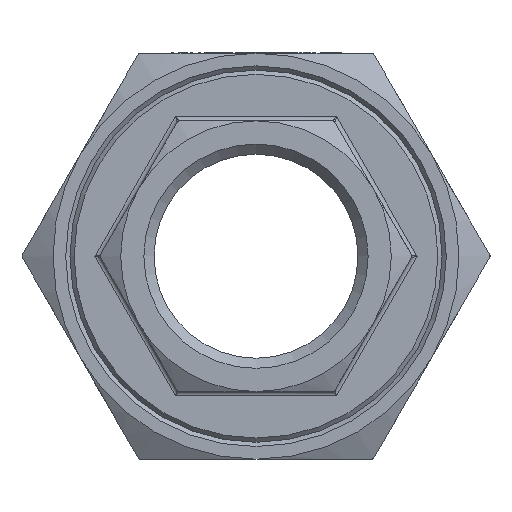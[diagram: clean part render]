
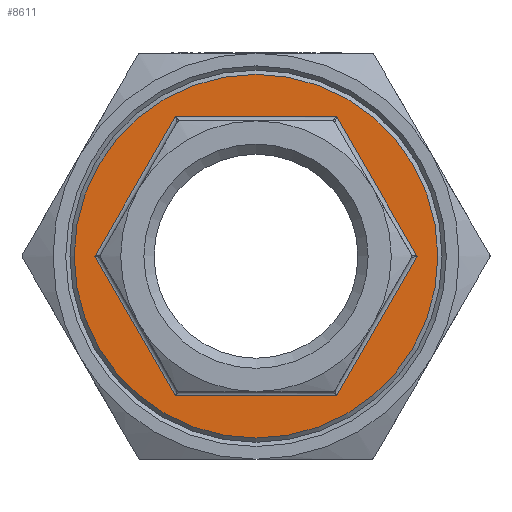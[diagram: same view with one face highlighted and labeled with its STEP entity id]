
A CAD part, left-side view. The second image highlights one B-rep face of the part: STEP entity #8611.
In plain terms, the highlighted planar face has unit normal (-1, 0, 0).
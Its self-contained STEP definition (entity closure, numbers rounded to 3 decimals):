
#999 = EDGE_LOOP ( 'NONE', ( #1596, #1582, #1616, #1634, #1552, #1545 ) ) ;
#1030 = EDGE_LOOP ( 'NONE', ( #1525 ) ) ;
#1525 = ORIENTED_EDGE ( 'NONE', *, *, #3522, .T. ) ;
#1545 = ORIENTED_EDGE ( 'NONE', *, *, #3454, .F. ) ;
#1552 = ORIENTED_EDGE ( 'NONE', *, *, #3452, .F. ) ;
#1582 = ORIENTED_EDGE ( 'NONE', *, *, #3539, .F. ) ;
#1596 = ORIENTED_EDGE ( 'NONE', *, *, #3447, .F. ) ;
#1616 = ORIENTED_EDGE ( 'NONE', *, *, #3552, .F. ) ;
#1634 = ORIENTED_EDGE ( 'NONE', *, *, #3556, .F. ) ;
#3447 = EDGE_CURVE ( 'NONE', #5476, #5497, #3595, .T. ) ;
#3452 = EDGE_CURVE ( 'NONE', #5486, #9613, #8260, .T. ) ;
#3454 = EDGE_CURVE ( 'NONE', #5497, #5486, #8233, .T. ) ;
#3522 = EDGE_CURVE ( 'NONE', #11612, #11612, #10106, .T. ) ;
#3539 = EDGE_CURVE ( 'NONE', #9610, #5476, #7457, .T. ) ;
#3552 = EDGE_CURVE ( 'NONE', #9628, #9610, #7498, .T. ) ;
#3556 = EDGE_CURVE ( 'NONE', #9613, #9628, #7559, .T. ) ;
#3565 = DIRECTION ( 'NONE',  ( 0., -0.5, -0.866 ) ) ;
#3595 = LINE ( 'NONE', #3597, #10507 ) ;
#3597 = CARTESIAN_POINT ( 'NONE',  ( -8.75, 16.599, -4.25 ) ) ;
#5476 = VERTEX_POINT ( 'NONE', #7641 ) ;
#5486 = VERTEX_POINT ( 'NONE', #7682 ) ;
#5497 = VERTEX_POINT ( 'NONE', #7676 ) ;
#6595 = FACE_OUTER_BOUND ( 'NONE', #1030, .T. ) ;
#6635 = FACE_BOUND ( 'NONE', #999, .T. ) ;
#6679 = PLANE ( 'NONE',  #9110 ) ;
#6680 = DIRECTION ( 'NONE',  ( 1., 0., 0. ) ) ;
#6693 = CARTESIAN_POINT ( 'NONE',  ( -8.75, 0., 0. ) ) ;
#6701 = DIRECTION ( 'NONE',  ( 0., 1., 0. ) ) ;
#7406 = DIRECTION ( 'NONE',  ( 0., 0., 1. ) ) ;
#7409 = CARTESIAN_POINT ( 'NONE',  ( -8.75, 0., 0. ) ) ;
#7422 = DIRECTION ( 'NONE',  ( -1., 0., 0. ) ) ;
#7453 = CARTESIAN_POINT ( 'NONE',  ( -8.75, 11.98, 12.25 ) ) ;
#7457 = LINE ( 'NONE', #7453, #10140 ) ;
#7465 = DIRECTION ( 'NONE',  ( 0., 0.5, -0.866 ) ) ;
#7498 = LINE ( 'NONE', #7501, #10153 ) ;
#7501 = CARTESIAN_POINT ( 'NONE',  ( -8.75, -4.619, 16.5 ) ) ;
#7520 = DIRECTION ( 'NONE',  ( 0., 1., 0. ) ) ;
#7526 = DIRECTION ( 'NONE',  ( 0., 0.5, 0.866 ) ) ;
#7559 = LINE ( 'NONE', #7563, #10154 ) ;
#7563 = CARTESIAN_POINT ( 'NONE',  ( -8.75, -16.599, 4.25 ) ) ;
#7641 = CARTESIAN_POINT ( 'NONE',  ( -8.75, 19.053, 0. ) ) ;
#7676 = CARTESIAN_POINT ( 'NONE',  ( -8.75, 9.526, -16.5 ) ) ;
#7682 = CARTESIAN_POINT ( 'NONE',  ( -8.75, -9.526, -16.5 ) ) ;
#8233 = LINE ( 'NONE', #8254, #10515 ) ;
#8238 = DIRECTION ( 'NONE',  ( 0., -0.5, 0.866 ) ) ;
#8248 = CARTESIAN_POINT ( 'NONE',  ( -8.75, -11.98, -12.25 ) ) ;
#8254 = CARTESIAN_POINT ( 'NONE',  ( -8.75, 4.619, -16.5 ) ) ;
#8256 = DIRECTION ( 'NONE',  ( 0., -1., 0. ) ) ;
#8260 = LINE ( 'NONE', #8248, #10502 ) ;
#8611 = ADVANCED_FACE ( 'NONE', ( #6595, #6635 ), #6679, .F. ) ;
#9110 = AXIS2_PLACEMENT_3D ( 'NONE', #6693, #6680, #6701 ) ;
#9610 = VERTEX_POINT ( 'NONE', #11446 ) ;
#9613 = VERTEX_POINT ( 'NONE', #11397 ) ;
#9628 = VERTEX_POINT ( 'NONE', #11409 ) ;
#10106 = CIRCLE ( 'NONE', #10110, 21.5 ) ;
#10110 = AXIS2_PLACEMENT_3D ( 'NONE', #7409, #7422, #7406 ) ;
#10140 = VECTOR ( 'NONE', #7465, 1000. ) ;
#10153 = VECTOR ( 'NONE', #7520, 1000. ) ;
#10154 = VECTOR ( 'NONE', #7526, 1000. ) ;
#10502 = VECTOR ( 'NONE', #8238, 1000. ) ;
#10507 = VECTOR ( 'NONE', #3565, 1000. ) ;
#10515 = VECTOR ( 'NONE', #8256, 1000. ) ;
#11397 = CARTESIAN_POINT ( 'NONE',  ( -8.75, -19.053, 0. ) ) ;
#11409 = CARTESIAN_POINT ( 'NONE',  ( -8.75, -9.526, 16.5 ) ) ;
#11446 = CARTESIAN_POINT ( 'NONE',  ( -8.75, 9.526, 16.5 ) ) ;
#11612 = VERTEX_POINT ( 'NONE', #11620 ) ;
#11620 = CARTESIAN_POINT ( 'NONE',  ( -8.75, 0., 21.5 ) ) ;
